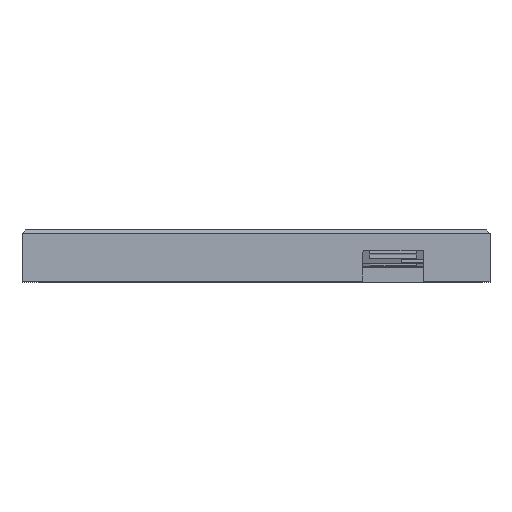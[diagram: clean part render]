
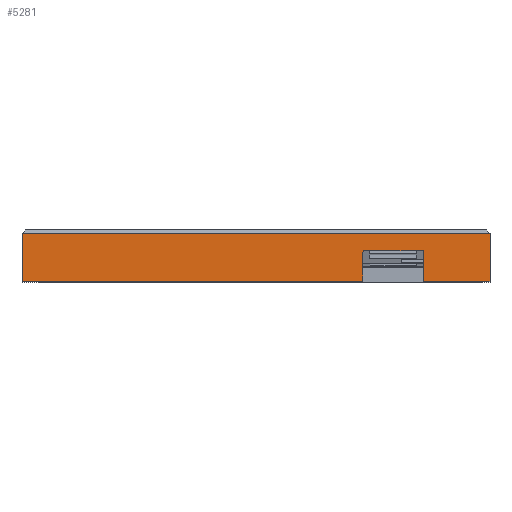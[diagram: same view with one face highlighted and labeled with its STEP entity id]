
A CAD part, top view. The second image highlights one B-rep face of the part: STEP entity #5281.
In plain terms, the highlighted planar face has unit normal (0, 0, 1).
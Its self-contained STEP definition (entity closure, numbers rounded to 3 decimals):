
#170=CIRCLE('',#5566,0.5);
#171=CIRCLE('',#5567,0.5);
#252=FACE_OUTER_BOUND('',#522,.T.);
#522=EDGE_LOOP('',(#3532,#3533,#3534,#3535,#3536,#3537,#3538,#3539,#3540,
#3541,#3542,#3543));
#878=LINE('',#7347,#1558);
#881=LINE('',#7353,#1561);
#887=LINE('',#7364,#1567);
#890=LINE('',#7370,#1570);
#891=LINE('',#7372,#1571);
#892=LINE('',#7374,#1572);
#893=LINE('',#7378,#1573);
#894=LINE('',#7382,#1574);
#895=LINE('',#7384,#1575);
#896=LINE('',#7385,#1576);
#1558=VECTOR('',#5933,10.);
#1561=VECTOR('',#5938,10.);
#1567=VECTOR('',#5946,10.);
#1570=VECTOR('',#5953,10.);
#1571=VECTOR('',#5954,10.);
#1572=VECTOR('',#5955,10.);
#1573=VECTOR('',#5958,10.);
#1574=VECTOR('',#5961,10.);
#1575=VECTOR('',#5962,10.);
#1576=VECTOR('',#5963,10.);
#2238=VERTEX_POINT('',#7344);
#2239=VERTEX_POINT('',#7346);
#2241=VERTEX_POINT('',#7352);
#2243=VERTEX_POINT('',#7357);
#2246=VERTEX_POINT('',#7369);
#2247=VERTEX_POINT('',#7371);
#2248=VERTEX_POINT('',#7373);
#2249=VERTEX_POINT('',#7375);
#2250=VERTEX_POINT('',#7377);
#2251=VERTEX_POINT('',#7379);
#2252=VERTEX_POINT('',#7381);
#2253=VERTEX_POINT('',#7383);
#2742=EDGE_CURVE('',#2239,#2238,#878,.T.);
#2745=EDGE_CURVE('',#2241,#2239,#881,.T.);
#2751=EDGE_CURVE('',#2243,#2241,#887,.T.);
#2754=EDGE_CURVE('',#2246,#2238,#890,.T.);
#2755=EDGE_CURVE('',#2246,#2247,#891,.T.);
#2756=EDGE_CURVE('',#2248,#2247,#892,.T.);
#2757=EDGE_CURVE('',#2248,#2249,#170,.T.);
#2758=EDGE_CURVE('',#2250,#2249,#893,.T.);
#2759=EDGE_CURVE('',#2250,#2251,#171,.T.);
#2760=EDGE_CURVE('',#2252,#2251,#894,.T.);
#2761=EDGE_CURVE('',#2252,#2253,#895,.T.);
#2762=EDGE_CURVE('',#2253,#2243,#896,.T.);
#3532=ORIENTED_EDGE('',*,*,#2742,.T.);
#3533=ORIENTED_EDGE('',*,*,#2754,.F.);
#3534=ORIENTED_EDGE('',*,*,#2755,.T.);
#3535=ORIENTED_EDGE('',*,*,#2756,.F.);
#3536=ORIENTED_EDGE('',*,*,#2757,.T.);
#3537=ORIENTED_EDGE('',*,*,#2758,.F.);
#3538=ORIENTED_EDGE('',*,*,#2759,.T.);
#3539=ORIENTED_EDGE('',*,*,#2760,.F.);
#3540=ORIENTED_EDGE('',*,*,#2761,.T.);
#3541=ORIENTED_EDGE('',*,*,#2762,.T.);
#3542=ORIENTED_EDGE('',*,*,#2751,.T.);
#3543=ORIENTED_EDGE('',*,*,#2745,.T.);
#5064=PLANE('',#5565);
#5281=ADVANCED_FACE('',(#252),#5064,.F.);
#5565=AXIS2_PLACEMENT_3D('',#7368,#5951,#5952);
#5566=AXIS2_PLACEMENT_3D('',#7376,#5956,#5957);
#5567=AXIS2_PLACEMENT_3D('',#7380,#5959,#5960);
#5933=DIRECTION('',(-0.706,-0.708,0.));
#5938=DIRECTION('',(-1.,0.,0.));
#5946=DIRECTION('',(-0.706,0.708,0.));
#5951=DIRECTION('center_axis',(0.,0.,-1.));
#5952=DIRECTION('ref_axis',(-1.,0.,0.));
#5953=DIRECTION('',(0.,1.,0.));
#5954=DIRECTION('',(1.,0.,0.));
#5955=DIRECTION('',(0.,-1.,0.));
#5956=DIRECTION('center_axis',(0.,0.,-1.));
#5957=DIRECTION('ref_axis',(-0.707,0.707,0.));
#5958=DIRECTION('',(-1.,0.,0.));
#5959=DIRECTION('center_axis',(0.,0.,-1.));
#5960=DIRECTION('ref_axis',(0.707,0.707,0.));
#5961=DIRECTION('',(0.,1.,0.));
#5962=DIRECTION('',(1.,0.,0.));
#5963=DIRECTION('',(0.,1.,0.));
#7344=CARTESIAN_POINT('',(23.223,14.175,178.288));
#7346=CARTESIAN_POINT('',(23.225,14.177,178.288));
#7347=CARTESIAN_POINT('',(53.166,44.182,178.288));
#7352=CARTESIAN_POINT('',(161.334,14.177,178.288));
#7353=CARTESIAN_POINT('',(92.279,14.177,178.288));
#7357=CARTESIAN_POINT('',(161.336,14.175,178.288));
#7364=CARTESIAN_POINT('',(167.051,8.447,178.288));
#7368=CARTESIAN_POINT('Origin',(161.336,0.,178.288));
#7369=CARTESIAN_POINT('',(23.223,0.,178.288));
#7370=CARTESIAN_POINT('',(23.223,0.,178.288));
#7371=CARTESIAN_POINT('',(123.836,0.,178.288));
#7372=CARTESIAN_POINT('',(23.223,0.,178.288));
#7373=CARTESIAN_POINT('',(123.836,8.5,178.288));
#7374=CARTESIAN_POINT('',(123.836,4.5,178.288));
#7375=CARTESIAN_POINT('',(124.336,9.,178.288));
#7376=CARTESIAN_POINT('Origin',(124.336,8.5,178.288));
#7377=CARTESIAN_POINT('',(141.336,9.,178.288));
#7378=CARTESIAN_POINT('',(151.586,9.,178.288));
#7379=CARTESIAN_POINT('',(141.836,8.5,178.288));
#7380=CARTESIAN_POINT('Origin',(141.336,8.5,178.288));
#7381=CARTESIAN_POINT('',(141.836,0.,178.288));
#7382=CARTESIAN_POINT('',(141.836,0.,178.288));
#7383=CARTESIAN_POINT('',(161.336,0.,178.288));
#7384=CARTESIAN_POINT('',(23.223,0.,178.288));
#7385=CARTESIAN_POINT('',(161.336,0.,178.288));
